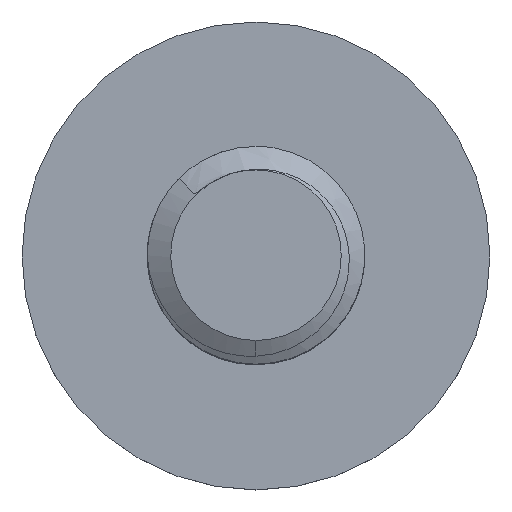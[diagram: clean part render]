
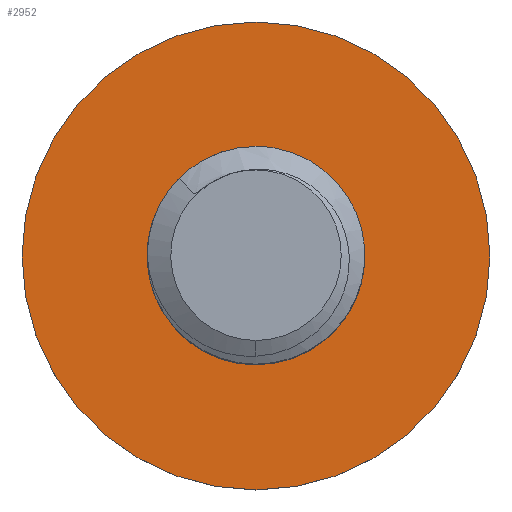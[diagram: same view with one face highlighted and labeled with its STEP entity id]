
A CAD part, top view. The second image highlights one B-rep face of the part: STEP entity #2952.
In plain terms, the highlighted planar face has unit normal (0, 0, 1).
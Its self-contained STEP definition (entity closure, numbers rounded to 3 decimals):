
#524 = EDGE_CURVE ( 'NONE', #2056, #703, #1815, .T. ) ;
#593 = EDGE_CURVE ( 'NONE', #1982, #3405, #2809, .T. ) ;
#600 = DIRECTION ( 'NONE',  ( 0., 1., 0. ) ) ;
#698 = DIRECTION ( 'NONE',  ( 0., 1., 0. ) ) ;
#703 = VERTEX_POINT ( 'NONE', #3323 ) ;
#812 = FACE_OUTER_BOUND ( 'NONE', #1940, .T. ) ;
#875 = DIRECTION ( 'NONE',  ( 0., 1., 0. ) ) ;
#965 = CARTESIAN_POINT ( 'NONE',  ( 0., 0., -12. ) ) ;
#1189 = DIRECTION ( 'NONE',  ( 0., 0., -1. ) ) ;
#1224 = EDGE_CURVE ( 'NONE', #3405, #1982, #3612, .T. ) ;
#1344 = CARTESIAN_POINT ( 'NONE',  ( 0., -6.45, -12. ) ) ;
#1755 = CARTESIAN_POINT ( 'NONE',  ( 0., 0., -12. ) ) ;
#1815 = CIRCLE ( 'NONE', #3546, 3. ) ;
#1817 = AXIS2_PLACEMENT_3D ( 'NONE', #2053, #2339, #875 ) ;
#1855 = DIRECTION ( 'NONE',  ( 0., 0., -1. ) ) ;
#1900 = EDGE_CURVE ( 'NONE', #703, #2056, #3423, .T. ) ;
#1933 = DIRECTION ( 'NONE',  ( 0., 0., -1. ) ) ;
#1940 = EDGE_LOOP ( 'NONE', ( #2979, #3372 ) ) ;
#1946 = ORIENTED_EDGE ( 'NONE', *, *, #1900, .T. ) ;
#1982 = VERTEX_POINT ( 'NONE', #3379 ) ;
#1987 = CARTESIAN_POINT ( 'NONE',  ( 0., 0., -12. ) ) ;
#2007 = FACE_BOUND ( 'NONE', #2361, .T. ) ;
#2053 = CARTESIAN_POINT ( 'NONE',  ( 0., 0., -12. ) ) ;
#2056 = VERTEX_POINT ( 'NONE', #3399 ) ;
#2075 = AXIS2_PLACEMENT_3D ( 'NONE', #3221, #1189, #2912 ) ;
#2339 = DIRECTION ( 'NONE',  ( 0., 0., -1. ) ) ;
#2361 = EDGE_LOOP ( 'NONE', ( #2700, #1946 ) ) ;
#2699 = DIRECTION ( 'NONE',  ( 0., 0., -1. ) ) ;
#2700 = ORIENTED_EDGE ( 'NONE', *, *, #524, .T. ) ;
#2809 = CIRCLE ( 'NONE', #1817, 6.45 ) ;
#2912 = DIRECTION ( 'NONE',  ( 0., 1., 0. ) ) ;
#2952 = ADVANCED_FACE ( 'NONE', ( #812, #2007 ), #3753, .F. ) ;
#2979 = ORIENTED_EDGE ( 'NONE', *, *, #593, .F. ) ;
#2988 = AXIS2_PLACEMENT_3D ( 'NONE', #1987, #1933, #3769 ) ;
#3173 = AXIS2_PLACEMENT_3D ( 'NONE', #965, #1855, #698 ) ;
#3221 = CARTESIAN_POINT ( 'NONE',  ( 0., 0., -12. ) ) ;
#3323 = CARTESIAN_POINT ( 'NONE',  ( 0., -3., -12. ) ) ;
#3372 = ORIENTED_EDGE ( 'NONE', *, *, #1224, .F. ) ;
#3379 = CARTESIAN_POINT ( 'NONE',  ( 0., 6.45, -12. ) ) ;
#3399 = CARTESIAN_POINT ( 'NONE',  ( 0., 3., -12. ) ) ;
#3405 = VERTEX_POINT ( 'NONE', #1344 ) ;
#3423 = CIRCLE ( 'NONE', #3173, 3. ) ;
#3546 = AXIS2_PLACEMENT_3D ( 'NONE', #1755, #2699, #600 ) ;
#3612 = CIRCLE ( 'NONE', #2075, 6.45 ) ;
#3753 = PLANE ( 'NONE',  #2988 ) ;
#3769 = DIRECTION ( 'NONE',  ( 0., 1., 0. ) ) ;
